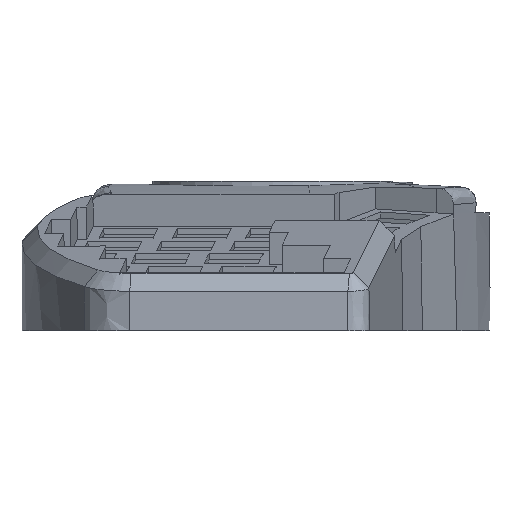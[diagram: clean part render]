
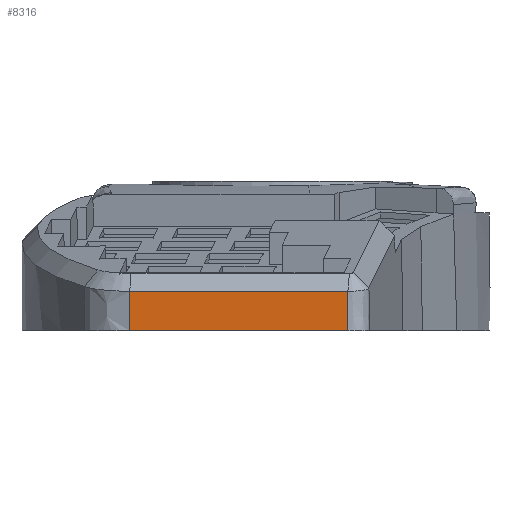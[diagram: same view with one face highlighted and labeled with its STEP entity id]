
A CAD part, left-side view. The second image highlights one B-rep face of the part: STEP entity #8316.
In plain terms, the highlighted planar face has unit normal (-0.996, 0.087, 0).
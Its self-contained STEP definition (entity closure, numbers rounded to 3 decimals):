
#474=PLANE('',#8849);
#882=FACE_OUTER_BOUND('',#1378,.T.);
#1378=EDGE_LOOP('',(#7158,#7159,#7160,#7161));
#1706=LINE('',#12096,#2689);
#2196=LINE('',#13766,#3179);
#2197=LINE('',#13769,#3180);
#2198=LINE('',#13770,#3181);
#2689=VECTOR('',#9331,10.);
#3179=VECTOR('',#10363,10.);
#3180=VECTOR('',#10366,10.);
#3181=VECTOR('',#10367,10.15);
#3798=VERTEX_POINT('',#12086);
#3799=VERTEX_POINT('',#12095);
#4210=VERTEX_POINT('',#13764);
#4211=VERTEX_POINT('',#13768);
#4640=EDGE_CURVE('',#3799,#3798,#1706,.T.);
#5248=EDGE_CURVE('',#4210,#3799,#2196,.T.);
#5249=EDGE_CURVE('',#4210,#4211,#2197,.T.);
#5250=EDGE_CURVE('',#4211,#3798,#2198,.T.);
#7158=ORIENTED_EDGE('',*,*,#5249,.F.);
#7159=ORIENTED_EDGE('',*,*,#5248,.T.);
#7160=ORIENTED_EDGE('',*,*,#4640,.T.);
#7161=ORIENTED_EDGE('',*,*,#5250,.F.);
#8316=ADVANCED_FACE('',(#882),#474,.F.);
#8849=AXIS2_PLACEMENT_3D('',#13767,#10364,#10365);
#9331=DIRECTION('',(-0.087,-0.996,0.));
#10363=DIRECTION('',(0.,0.,-1.));
#10364=DIRECTION('center_axis',(0.996,-0.087,0.));
#10365=DIRECTION('ref_axis',(0.,0.,-1.));
#10366=DIRECTION('',(-0.087,-0.996,0.));
#10367=DIRECTION('',(0.,0.,-1.));
#12086=CARTESIAN_POINT('',(-188.224,-30.437,0.));
#12095=CARTESIAN_POINT('',(-183.292,25.888,0.));
#12096=CARTESIAN_POINT('',(-183.292,25.888,0.));
#13764=CARTESIAN_POINT('',(-183.292,25.888,10.15));
#13766=CARTESIAN_POINT('',(-183.292,25.888,10.15));
#13767=CARTESIAN_POINT('Origin',(-183.292,25.888,10.15));
#13768=CARTESIAN_POINT('',(-188.224,-30.437,10.15));
#13769=CARTESIAN_POINT('',(-184.122,16.404,10.15));
#13770=CARTESIAN_POINT('',(-188.224,-30.437,10.15));
